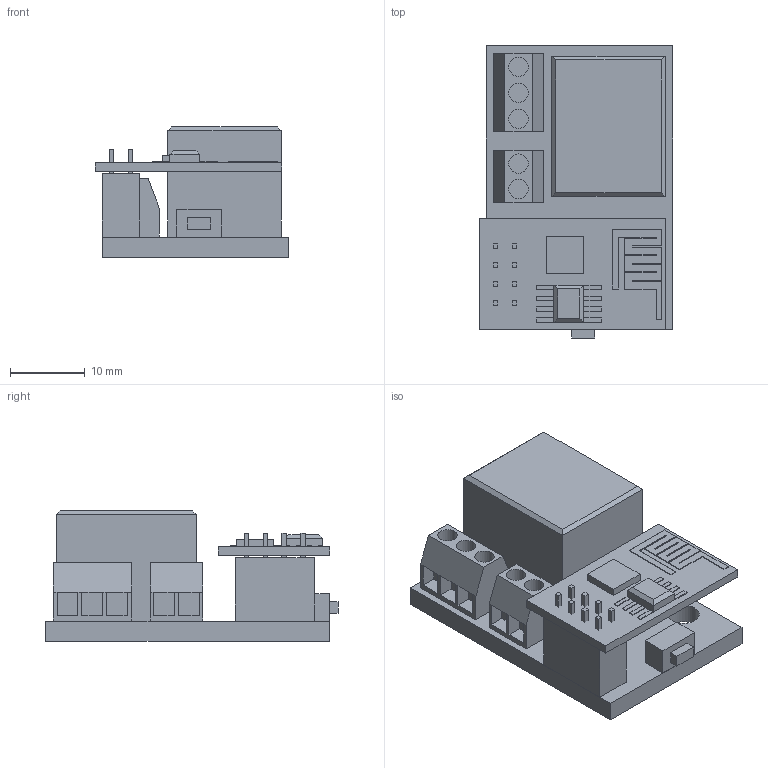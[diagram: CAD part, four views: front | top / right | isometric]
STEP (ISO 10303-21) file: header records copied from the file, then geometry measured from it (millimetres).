
FILE_DESCRIPTION(/* description */ (''),/* implementation_level */ '2;1');
FILE_NAME(/* name */ 'Relay_ESP01 v7.step',/* time_stamp */ '2019-09-08T23:16:46+03:00',/* author */ (''),/* organization */ (''),/* preprocessor_version */ 'ST-DEVELOPER v18',/* originating_system */ 'Autodesk Translation Framework v8.2.0.1029',/* authorisation */ '');
FILE_SCHEMA (('AUTOMOTIVE_DESIGN { 1 0 10303 214 3 1 1 }'));
Length unit declared in the file: millimetre
Products named in the file (2): Relay_ESP01; ESP01
Assembly tree (1 placements, depth 2):
  Relay_ESP01
    ESP01
Bounding box: 25.93 x 39.2 x 17.5 mm (x, y, z)
Volume: 8443.9 mm3; surface area: 6629.8 mm2
Topology: 18 solids, 18 shells, 257 faces, 603 edges, 396 vertices
Faces by surface type: plane 251, cylinder 6
Full cylindrical faces by diameter (mm): 2.6 x5, 4.2 x1
Entity records: 7314 total; most frequent: CARTESIAN_POINT 1260, ORIENTED_EDGE 1206, DIRECTION 1137, EDGE_CURVE 603, LINE 591, VECTOR 591, VERTEX_POINT 396, EDGE_LOOP 273
